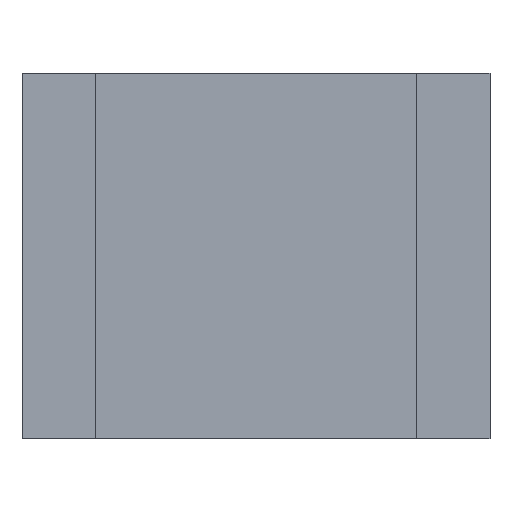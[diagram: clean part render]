
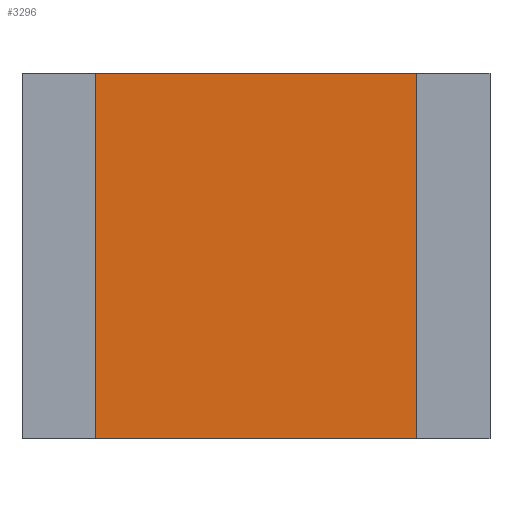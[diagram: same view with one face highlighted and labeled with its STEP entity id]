
A CAD part, front view. The second image highlights one B-rep face of the part: STEP entity #3296.
In plain terms, the highlighted planar face has unit normal (0, -1, 0).
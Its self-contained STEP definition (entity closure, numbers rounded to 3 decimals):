
#116=DIRECTION('',(-1.,0.,0.));
#117=VECTOR('',#116,2.2);
#118=CARTESIAN_POINT('',(1.1,0.01,-1.25));
#119=LINE('',#118,#117);
#137=DIRECTION('',(-1.,0.,0.));
#138=VECTOR('',#137,2.2);
#139=CARTESIAN_POINT('',(1.1,0.01,1.25));
#140=LINE('',#139,#138);
#179=DIRECTION('',(0.,0.,-1.));
#180=VECTOR('',#179,2.5);
#181=CARTESIAN_POINT('',(1.1,0.01,1.25));
#182=LINE('',#181,#180);
#186=DIRECTION('',(0.,0.,-1.));
#187=VECTOR('',#186,2.5);
#188=CARTESIAN_POINT('',(-1.1,0.01,1.25));
#189=LINE('',#188,#187);
#2654=CARTESIAN_POINT('',(1.1,0.01,1.25));
#2655=VERTEX_POINT('',#2654);
#2656=CARTESIAN_POINT('',(-1.1,0.01,1.25));
#2657=VERTEX_POINT('',#2656);
#2662=CARTESIAN_POINT('',(1.1,0.01,-1.25));
#2663=VERTEX_POINT('',#2662);
#2664=CARTESIAN_POINT('',(-1.1,0.01,-1.25));
#2665=VERTEX_POINT('',#2664);
#3284=CARTESIAN_POINT('',(1.1,0.01,1.25));
#3285=DIRECTION('',(0.,1.,0.));
#3286=DIRECTION('',(-1.,0.,0.));
#3287=AXIS2_PLACEMENT_3D('',#3284,#3285,#3286);
#3288=PLANE('',#3287);
#3289=ORIENTED_EDGE('',*,*,#3262,.F.);
#3290=ORIENTED_EDGE('',*,*,#3182,.T.);
#3291=ORIENTED_EDGE('',*,*,#3225,.T.);
#3293=ORIENTED_EDGE('',*,*,#3292,.F.);
#3294=EDGE_LOOP('',(#3289,#3290,#3291,#3293));
#3295=FACE_OUTER_BOUND('',#3294,.F.);
#3296=ADVANCED_FACE('',(#3295),#3288,.F.);
#3182=EDGE_CURVE('',#2655,#2663,#182,.T.);
#3225=EDGE_CURVE('',#2663,#2665,#119,.T.);
#3262=EDGE_CURVE('',#2655,#2657,#140,.T.);
#3292=EDGE_CURVE('',#2657,#2665,#189,.T.);
